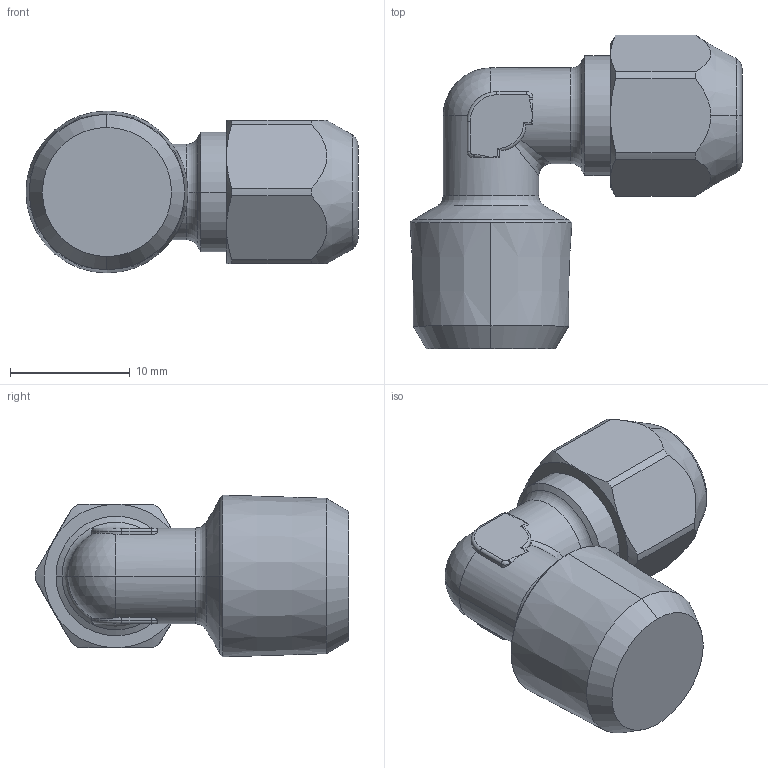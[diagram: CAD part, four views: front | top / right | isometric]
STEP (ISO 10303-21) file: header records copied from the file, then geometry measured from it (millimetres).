
FILE_DESCRIPTION (( 'STEP AP214' ), '1' );
FILE_NAME ('6110000004A.step', '2012-10-16T17:30:21', ( '' ), ( '' ), 'SwSTEP 2.0', 'SolidWorks 2012', '' );
FILE_SCHEMA (( 'AUTOMOTIVE_DESIGN' ));
Length unit declared in the file: millimetre
Products named in the file (1): 6110000004A
Bounding box: 27.77 x 26.25 x 13.54 mm (x, y, z)
Volume: 3761.6 mm3; surface area: 1643.3 mm2
Topology: 1 solids, 1 shells, 94 faces, 237 edges, 138 vertices
Faces by surface type: cylinder 32, plane 19, torus 16, cone 16, bspline 9, sphere 2
Entity records: 3173 total; most frequent: CARTESIAN_POINT 1019, ORIENTED_EDGE 458, DIRECTION 442, EDGE_CURVE 229, AXIS2_PLACEMENT_3D 187, VERTEX_POINT 138, CIRCLE 101, EDGE_LOOP 95
